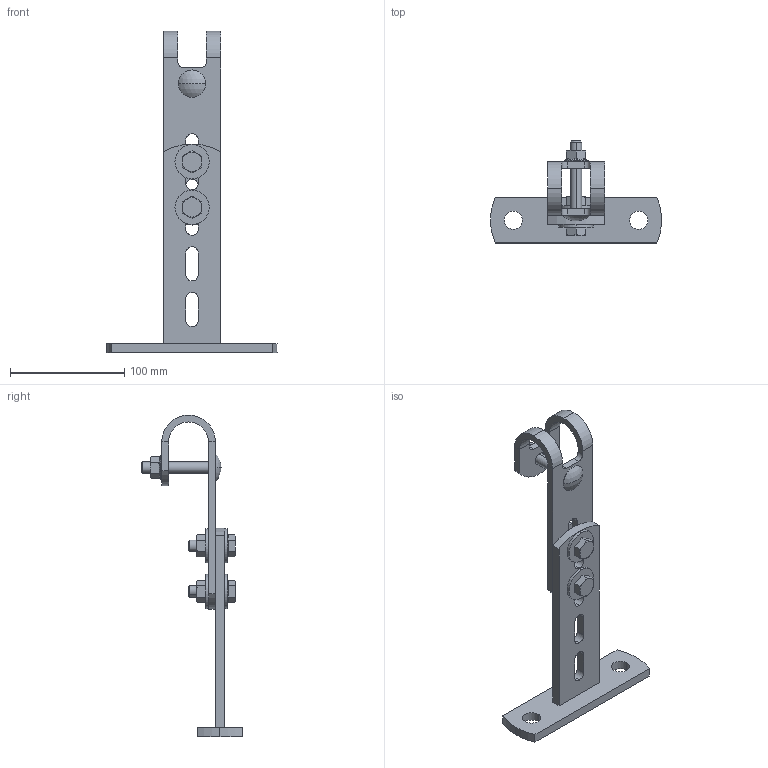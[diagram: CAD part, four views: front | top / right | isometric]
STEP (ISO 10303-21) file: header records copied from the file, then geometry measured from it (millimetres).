
FILE_DESCRIPTION (( 'STEP AP214' ), '1' );
FILE_NAME ('0928440000.STEP', '2024-07-04T07:33:51', ( '' ), ( '' ), 'SwSTEP 2.0', 'SolidWorks 2022', '' );
FILE_SCHEMA (( 'AUTOMOTIVE_DESIGN' ));
Length unit declared in the file: millimetre
Products named in the file (1): 0928440000
Bounding box: 149.83 x 89 x 282 mm (x, y, z)
Volume: 185105.3 mm3; surface area: 76683 mm2
Topology: 14 solids, 14 shells, 265 faces, 603 edges, 369 vertices
Faces by surface type: plane 105, cylinder 80, cone 74, torus 4, sphere 2
Entity records: 10867 total; most frequent: CARTESIAN_POINT 1778, DIRECTION 1279, ORIENTED_EDGE 1206, EDGE_CURVE 603, AXIS2_PLACEMENT_3D 510, VERTEX_POINT 369, EDGE_LOOP 306, UNCERTAINTY_MEASURE_WITH_UNIT 281
